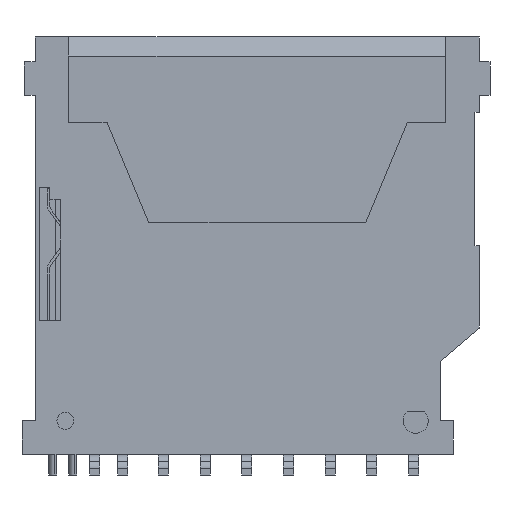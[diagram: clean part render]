
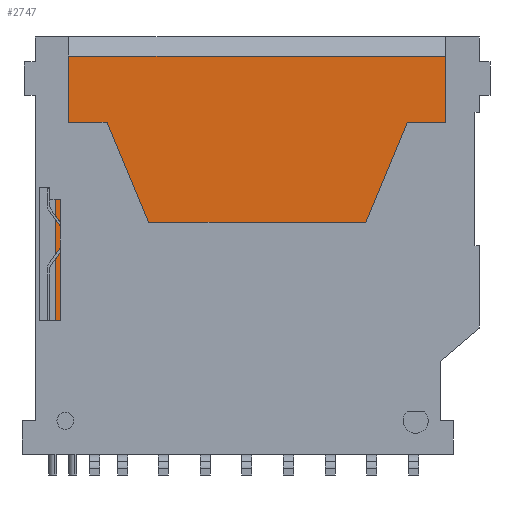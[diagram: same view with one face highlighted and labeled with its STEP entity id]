
A CAD part, front view. The second image highlights one B-rep face of the part: STEP entity #2747.
In plain terms, the highlighted planar face has unit normal (0, -1, 0).
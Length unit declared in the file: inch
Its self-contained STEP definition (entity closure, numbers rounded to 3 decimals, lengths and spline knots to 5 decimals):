
#49 = ORIENTED_EDGE ( 'NONE', *, *, #1548, .T. ) ;
#125 = DIRECTION ( 'NONE',  ( 0., 0., -1. ) ) ;
#127 = VERTEX_POINT ( 'NONE', #2817 ) ;
#574 = DIRECTION ( 'NONE',  ( 0., 0., -1. ) ) ;
#606 = AXIS2_PLACEMENT_3D ( 'NONE', #10465, #4058, #10651 ) ;
#713 = VECTOR ( 'NONE', #4410, 39.37008 ) ;
#890 = CARTESIAN_POINT ( 'NONE',  ( 0.30594, 0.04528, -0.82677 ) ) ;
#1047 = ORIENTED_EDGE ( 'NONE', *, *, #7925, .T. ) ;
#1093 = CARTESIAN_POINT ( 'NONE',  ( 0., 0.04528, -0.04511 ) ) ;
#1111 = VERTEX_POINT ( 'NONE', #4741 ) ;
#1182 = CARTESIAN_POINT ( 'NONE',  ( 0.47047, 0.04528, -0.05894 ) ) ;
#1221 = LINE ( 'NONE', #10494, #10316 ) ;
#1275 = LINE ( 'NONE', #1964, #8635 ) ;
#1280 = LINE ( 'NONE', #2531, #8520 ) ;
#1313 = VECTOR ( 'NONE', #7810, 39.37008 ) ;
#1339 = LINE ( 'NONE', #8119, #1503 ) ;
#1467 = EDGE_CURVE ( 'NONE', #11908, #6195, #1221, .T. ) ;
#1503 = VECTOR ( 'NONE', #8804, 39.37008 ) ;
#1548 = EDGE_CURVE ( 'NONE', #7767, #9231, #9613, .T. ) ;
#1563 = EDGE_CURVE ( 'NONE', #6195, #5265, #1280, .T. ) ;
#1709 = VECTOR ( 'NONE', #7519, 39.37008 ) ;
#1865 = ORIENTED_EDGE ( 'NONE', *, *, #5893, .T. ) ;
#1871 = DIRECTION ( 'NONE',  ( -1., 0., 0. ) ) ;
#1933 = LINE ( 'NONE', #10460, #8081 ) ;
#1964 = CARTESIAN_POINT ( 'NONE',  ( 0.52362, 0.04528, -0.05894 ) ) ;
#2091 = ORIENTED_EDGE ( 'NONE', *, *, #1563, .T. ) ;
#2460 = EDGE_CURVE ( 'NONE', #7767, #6036, #2498, .T. ) ;
#2498 = LINE ( 'NONE', #9094, #6345 ) ;
#2513 = CARTESIAN_POINT ( 'NONE',  ( 0.48425, 0.04528, -0.49213 ) ) ;
#2531 = CARTESIAN_POINT ( 'NONE',  ( 0.23425, 0.04528, -0.7874 ) ) ;
#2547 = VECTOR ( 'NONE', #1871, 39.37008 ) ;
#2747 = ADVANCED_FACE ( 'NONE', ( #8787 ), #3056, .T. ) ;
#2768 = EDGE_CURVE ( 'NONE', #8915, #2977, #7668, .T. ) ;
#2817 = CARTESIAN_POINT ( 'NONE',  ( 0.47638, 0.04528, -0.05894 ) ) ;
#2977 = VERTEX_POINT ( 'NONE', #9899 ) ;
#3056 = PLANE ( 'NONE',  #606 ) ;
#3567 = CARTESIAN_POINT ( 'NONE',  ( 0.52362, 0.04528, -0.05894 ) ) ;
#3700 = DIRECTION ( 'NONE',  ( 0.76, 0., 0.65 ) ) ;
#3814 = ORIENTED_EDGE ( 'NONE', *, *, #10519, .T. ) ;
#3919 = ORIENTED_EDGE ( 'NONE', *, *, #10505, .T. ) ;
#3934 = ORIENTED_EDGE ( 'NONE', *, *, #4588, .T. ) ;
#4058 = DIRECTION ( 'NONE',  ( 0., -1., 0. ) ) ;
#4187 = ORIENTED_EDGE ( 'NONE', *, *, #1467, .T. ) ;
#4394 = VERTEX_POINT ( 'NONE', #12270 ) ;
#4410 = DIRECTION ( 'NONE',  ( 1., 0., 0. ) ) ;
#4419 = DIRECTION ( 'NONE',  ( 0., 0., 1. ) ) ;
#4532 = ORIENTED_EDGE ( 'NONE', *, *, #2768, .T. ) ;
#4588 = EDGE_CURVE ( 'NONE', #4394, #127, #6228, .T. ) ;
#4741 = CARTESIAN_POINT ( 'NONE',  ( 0.48425, 0.04528, -0.33465 ) ) ;
#4799 = VECTOR ( 'NONE', #4419, 39.37008 ) ;
#4884 = LINE ( 'NONE', #8865, #1313 ) ;
#4899 = DIRECTION ( 'NONE',  ( -1., 0., 0. ) ) ;
#4903 = DIRECTION ( 'NONE',  ( -1., 0., 0. ) ) ;
#4957 = LINE ( 'NONE', #11543, #8439 ) ;
#5026 = DIRECTION ( 'NONE',  ( 1., 0., 0. ) ) ;
#5032 = ORIENTED_EDGE ( 'NONE', *, *, #5583, .T. ) ;
#5265 = VERTEX_POINT ( 'NONE', #8930 ) ;
#5333 = LINE ( 'NONE', #8131, #12243 ) ;
#5334 = EDGE_CURVE ( 'NONE', #9731, #1111, #1339, .T. ) ;
#5360 = CARTESIAN_POINT ( 'NONE',  ( 0.23425, 0.04528, -0.7874 ) ) ;
#5370 = VECTOR ( 'NONE', #125, 39.37008 ) ;
#5390 = ORIENTED_EDGE ( 'NONE', *, *, #5334, .T. ) ;
#5526 = LINE ( 'NONE', #10250, #1709 ) ;
#5583 = EDGE_CURVE ( 'NONE', #7088, #7077, #9652, .T. ) ;
#5694 = VECTOR ( 'NONE', #3700, 39.37008 ) ;
#5875 = CARTESIAN_POINT ( 'NONE',  ( 0.30594, 0.04528, -0.82677 ) ) ;
#5893 = EDGE_CURVE ( 'NONE', #6541, #11908, #1933, .T. ) ;
#6021 = DIRECTION ( 'NONE',  ( -1., 0., 0. ) ) ;
#6036 = VERTEX_POINT ( 'NONE', #1182 ) ;
#6195 = VERTEX_POINT ( 'NONE', #5360 ) ;
#6228 = LINE ( 'NONE', #10011, #4799 ) ;
#6345 = VECTOR ( 'NONE', #574, 39.37008 ) ;
#6537 = ORIENTED_EDGE ( 'NONE', *, *, #12208, .T. ) ;
#6541 = VERTEX_POINT ( 'NONE', #9876 ) ;
#6586 = CARTESIAN_POINT ( 'NONE',  ( -0.47047, 0.04528, 0. ) ) ;
#6610 = LINE ( 'NONE', #3567, #2547 ) ;
#6898 = CARTESIAN_POINT ( 'NONE',  ( -0.46457, 0.04528, -0.7874 ) ) ;
#6936 = VECTOR ( 'NONE', #4903, 39.37008 ) ;
#7077 = VERTEX_POINT ( 'NONE', #10472 ) ;
#7088 = VERTEX_POINT ( 'NONE', #5875 ) ;
#7250 = ORIENTED_EDGE ( 'NONE', *, *, #2460, .F. ) ;
#7519 = DIRECTION ( 'NONE',  ( 1., 0., 0. ) ) ;
#7522 = ORIENTED_EDGE ( 'NONE', *, *, #7620, .T. ) ;
#7620 = EDGE_CURVE ( 'NONE', #2977, #6541, #8260, .T. ) ;
#7668 = LINE ( 'NONE', #11516, #5370 ) ;
#7767 = VERTEX_POINT ( 'NONE', #11423 ) ;
#7810 = DIRECTION ( 'NONE',  ( 1., 0., 0. ) ) ;
#7875 = EDGE_CURVE ( 'NONE', #127, #6036, #1275, .T. ) ;
#7908 = ORIENTED_EDGE ( 'NONE', *, *, #9860, .T. ) ;
#7925 = EDGE_CURVE ( 'NONE', #1111, #4394, #4957, .T. ) ;
#8081 = VECTOR ( 'NONE', #8408, 39.37008 ) ;
#8090 = VERTEX_POINT ( 'NONE', #10798 ) ;
#8119 = CARTESIAN_POINT ( 'NONE',  ( 0.48425, 0.04528, -0.49213 ) ) ;
#8130 = DIRECTION ( 'NONE',  ( 0., 0., -1. ) ) ;
#8131 = CARTESIAN_POINT ( 'NONE',  ( 0.47638, 0.04528, 0. ) ) ;
#8260 = LINE ( 'NONE', #11932, #713 ) ;
#8279 = CARTESIAN_POINT ( 'NONE',  ( -0.47047, 0.04528, -0.05894 ) ) ;
#8408 = DIRECTION ( 'NONE',  ( 0., 0., 1. ) ) ;
#8439 = VECTOR ( 'NONE', #6021, 39.37008 ) ;
#8520 = VECTOR ( 'NONE', #8130, 39.37008 ) ;
#8635 = VECTOR ( 'NONE', #4899, 39.37008 ) ;
#8663 = VECTOR ( 'NONE', #9494, 39.37008 ) ;
#8692 = CARTESIAN_POINT ( 'NONE',  ( -0.47047, 0.04528, -0.04511 ) ) ;
#8787 = FACE_OUTER_BOUND ( 'NONE', #10381, .T. ) ;
#8804 = DIRECTION ( 'NONE',  ( 0., 0., 1. ) ) ;
#8865 = CARTESIAN_POINT ( 'NONE',  ( 0., 0.04528, -0.49213 ) ) ;
#8915 = VERTEX_POINT ( 'NONE', #11890 ) ;
#8930 = CARTESIAN_POINT ( 'NONE',  ( 0.23425, 0.04528, -0.82677 ) ) ;
#9004 = DIRECTION ( 'NONE',  ( 0., 0., 1. ) ) ;
#9094 = CARTESIAN_POINT ( 'NONE',  ( 0.47047, 0.04528, 0. ) ) ;
#9135 = VERTEX_POINT ( 'NONE', #8279 ) ;
#9231 = VERTEX_POINT ( 'NONE', #8692 ) ;
#9314 = LINE ( 'NONE', #6586, #8663 ) ;
#9494 = DIRECTION ( 'NONE',  ( 0., 0., -1. ) ) ;
#9613 = LINE ( 'NONE', #1093, #6936 ) ;
#9652 = LINE ( 'NONE', #890, #5694 ) ;
#9731 = VERTEX_POINT ( 'NONE', #2513 ) ;
#9799 = ORIENTED_EDGE ( 'NONE', *, *, #12012, .T. ) ;
#9860 = EDGE_CURVE ( 'NONE', #9135, #8915, #6610, .T. ) ;
#9876 = CARTESIAN_POINT ( 'NONE',  ( -0.46457, 0.04528, -0.82677 ) ) ;
#9899 = CARTESIAN_POINT ( 'NONE',  ( -0.47638, 0.04528, -0.82677 ) ) ;
#9997 = ORIENTED_EDGE ( 'NONE', *, *, #7875, .T. ) ;
#10011 = CARTESIAN_POINT ( 'NONE',  ( 0.47638, 0.04528, 0. ) ) ;
#10250 = CARTESIAN_POINT ( 'NONE',  ( 0., 0.04528, -0.82677 ) ) ;
#10316 = VECTOR ( 'NONE', #5026, 39.37008 ) ;
#10381 = EDGE_LOOP ( 'NONE', ( #7522, #1865, #4187, #2091, #3919, #5032, #9799, #6537, #5390, #1047, #3934, #9997, #7250, #49, #3814, #7908, #4532 ) ) ;
#10460 = CARTESIAN_POINT ( 'NONE',  ( -0.46457, 0.04528, 0. ) ) ;
#10465 = CARTESIAN_POINT ( 'NONE',  ( 0., 0.04528, 0. ) ) ;
#10472 = CARTESIAN_POINT ( 'NONE',  ( 0.47638, 0.04528, -0.6811 ) ) ;
#10494 = CARTESIAN_POINT ( 'NONE',  ( -0.46457, 0.04528, -0.7874 ) ) ;
#10505 = EDGE_CURVE ( 'NONE', #5265, #7088, #5526, .T. ) ;
#10519 = EDGE_CURVE ( 'NONE', #9231, #9135, #9314, .T. ) ;
#10651 = DIRECTION ( 'NONE',  ( 0., 0., -1. ) ) ;
#10798 = CARTESIAN_POINT ( 'NONE',  ( 0.47638, 0.04528, -0.49213 ) ) ;
#11423 = CARTESIAN_POINT ( 'NONE',  ( 0.47047, 0.04528, -0.04511 ) ) ;
#11516 = CARTESIAN_POINT ( 'NONE',  ( -0.47638, 0.04528, 0. ) ) ;
#11543 = CARTESIAN_POINT ( 'NONE',  ( 0.48425, 0.04528, -0.33465 ) ) ;
#11890 = CARTESIAN_POINT ( 'NONE',  ( -0.47638, 0.04528, -0.05894 ) ) ;
#11908 = VERTEX_POINT ( 'NONE', #6898 ) ;
#11932 = CARTESIAN_POINT ( 'NONE',  ( 0., 0.04528, -0.82677 ) ) ;
#12012 = EDGE_CURVE ( 'NONE', #7077, #8090, #5333, .T. ) ;
#12208 = EDGE_CURVE ( 'NONE', #8090, #9731, #4884, .T. ) ;
#12243 = VECTOR ( 'NONE', #9004, 39.37008 ) ;
#12270 = CARTESIAN_POINT ( 'NONE',  ( 0.47638, 0.04528, -0.33465 ) ) ;
